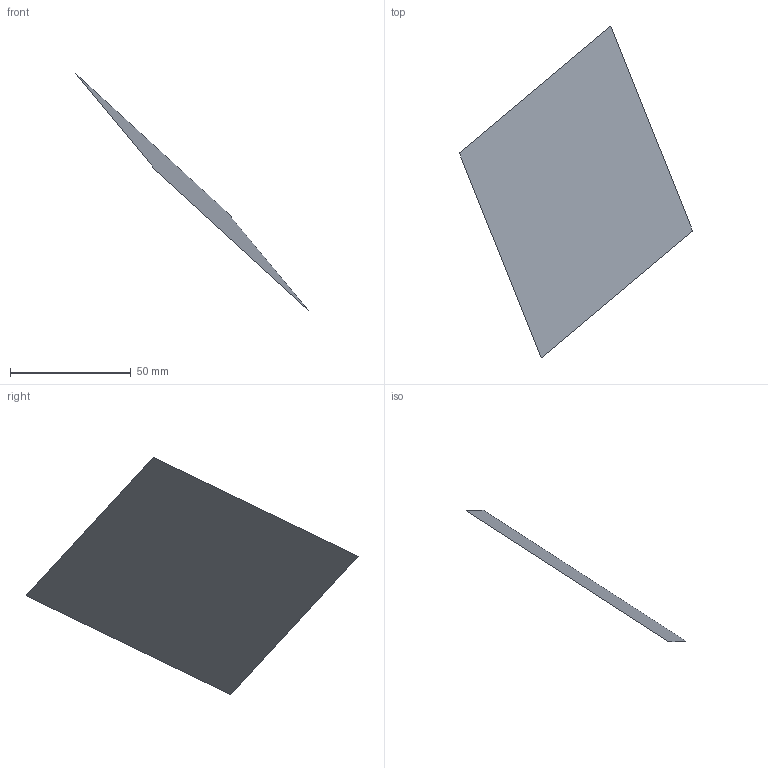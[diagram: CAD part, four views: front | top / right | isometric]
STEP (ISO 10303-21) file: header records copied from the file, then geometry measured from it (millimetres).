
FILE_DESCRIPTION(/* description */ ('Generated from Alias Stage'),/* implementation_level */ '2;1');
FILE_NAME(/* name */ 'C2',/* time_stamp */ '2001-05-11T19:14:18-04:00',/* author */ (''),/* organization */ ('Alias|Wavefront'),/* preprocessor_version */ 'ST-DEVELOPER v8',/* originating_system */ 'Alias Studio for HP-UX 9.8',/* authorisation */ '');
FILE_SCHEMA (('AUTOMOTIVE_DESIGN { 1 2 10303 214 0 1 1 1 }'));
Length unit declared in the file: millimetre
Products named in the file (1): C2
Bounding box: 96.57 x 137.44 x 98.19 mm (x, y, z)
Surface area: 10000 mm2 (no closed solid volume)
Topology: 0 solids, 0 shells, 1 faces, 5 edges, 6 vertices
Faces by surface type: bspline 1
Entity records: 49 total; most frequent: CARTESIAN_POINT 24, DIRECTION 2, STYLED_ITEM 1, PRESENTATION_STYLE_ASSIGNMENT 1, SURFACE_STYLE_USAGE 1, SURFACE_SIDE_STYLE 1, SURFACE_STYLE_FILL_AREA 1, FILL_AREA_STYLE 1
